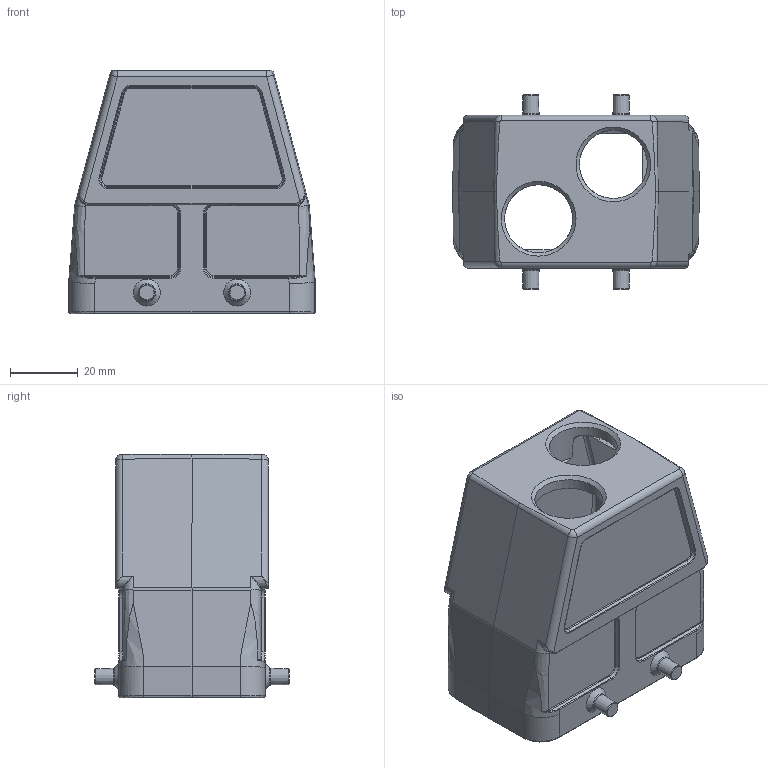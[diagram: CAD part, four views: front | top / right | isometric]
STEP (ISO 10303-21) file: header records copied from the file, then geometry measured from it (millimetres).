
FILE_DESCRIPTION(/* description */ (''),/* implementation_level */ '2;1');
FILE_NAME(/* name */ '100118041ugm000_d.stp',/* time_stamp */ '2017-10-30T15:02:25+01:00',/* author */ (''),/* organization */ (''),/* preprocessor_version */ 'ST-DEVELOPER v16',/* originating_system */ 'SIEMENS PLM Software NX 10.0',/* authorisation */ '');
FILE_SCHEMA (('AUTOMOTIVE_DESIGN { 1 0 10303 214 3 1 1 1 }'));
Length unit declared in the file: millimetre
Products named in the file (1): 100118041ugm000_d
Bounding box: 72.6 x 57.2 x 71.6 mm (x, y, z)
Volume: 58562.6 mm3; surface area: 32582.4 mm2
Topology: 1 solids, 1 shells, 458 faces, 1181 edges, 743 vertices
Faces by surface type: plane 165, cylinder 120, bspline 63, cone 50, torus 50, sphere 10
Full cylindrical faces by diameter (mm): 3 x4, 20 x2
Entity records: 17737 total; most frequent: CARTESIAN_POINT 6493, ORIENTED_EDGE 2160, DIRECTION 2078, EDGE_CURVE 1080, AXIS2_PLACEMENT_3D 782, VERTEX_POINT 678, LINE 514, VECTOR 514
